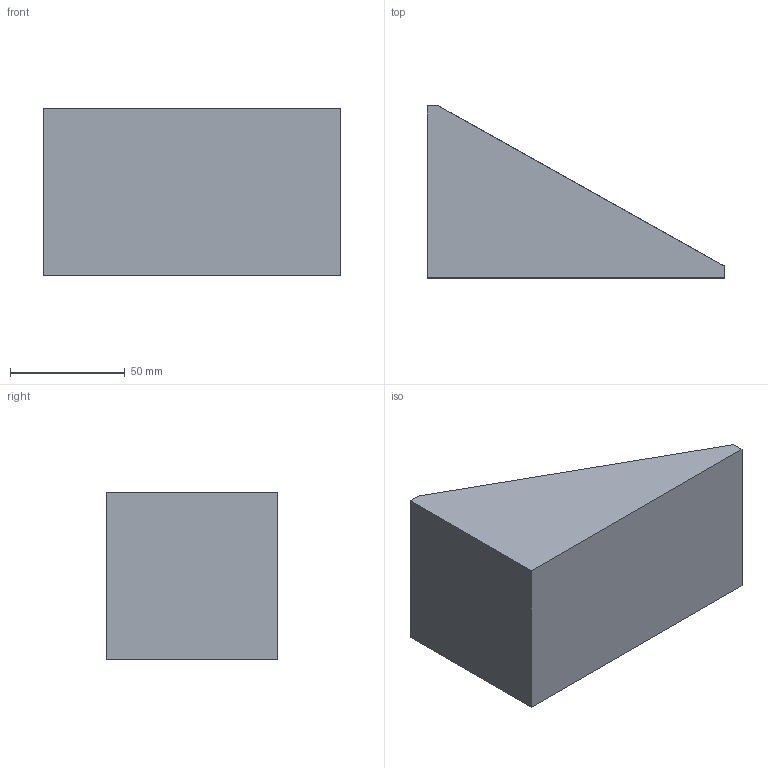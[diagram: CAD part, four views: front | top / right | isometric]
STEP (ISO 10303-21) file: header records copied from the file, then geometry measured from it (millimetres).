
FILE_DESCRIPTION (( 'STEP AP214' ), '1' );
FILE_NAME ('TR4base.STEP', '2022-05-04T13:37:02', ( '' ), ( '' ), 'SwSTEP 2.0', 'SolidWorks 2020', '' );
FILE_SCHEMA (( 'AUTOMOTIVE_DESIGN' ));
Length unit declared in the file: millimetre
Products named in the file (1): TR4base
Bounding box: 130 x 75 x 73 mm (x, y, z)
Volume: 88911.3 mm3; surface area: 40869.3 mm2
Topology: 1 solids, 1 shells, 44 faces, 106 edges, 67 vertices
Faces by surface type: cylinder 23, plane 20, sphere 1
Entity records: 1351 total; most frequent: CARTESIAN_POINT 283, DIRECTION 217, ORIENTED_EDGE 210, EDGE_CURVE 105, AXIS2_PLACEMENT_3D 77, VERTEX_POINT 67, VECTOR 63, LINE 63
